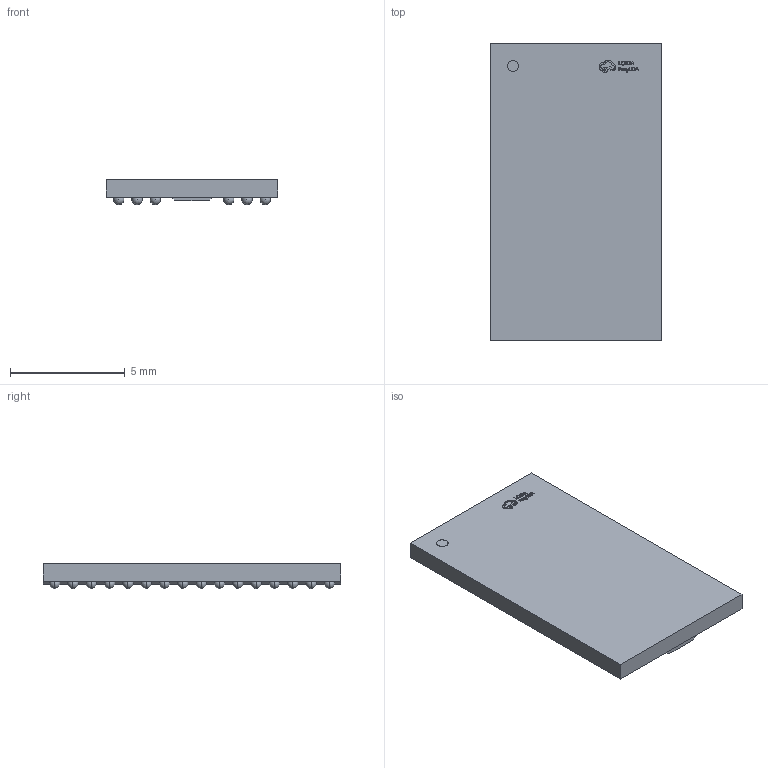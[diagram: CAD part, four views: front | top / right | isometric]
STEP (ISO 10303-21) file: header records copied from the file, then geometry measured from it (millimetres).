
FILE_DESCRIPTION (( 'STEP AP214' ), '1' );
FILE_NAME ('TFBGA-96_L13.0-W7.5-H1.1-R16-C6-P0.80-TL.step', '2022-06-22T15:28:18', ( '' ), ( '' ), 'SwSTEP 2.0', 'SolidWorks 2020', '' );
FILE_SCHEMA (( 'AUTOMOTIVE_DESIGN' ));
Length unit declared in the file: millimetre
Products named in the file (1): TFBGA-96_L13.0-W7.5-H1.1-R16-C6-P0.80-TL
Bounding box: 7.5 x 13 x 1.11 mm (x, y, z)
Volume: 82.6 mm3; surface area: 332.3 mm2
Topology: 98 solids, 98 shells, 590 faces, 1677 edges, 1118 vertices
Faces by surface type: plane 282, sphere 192, bspline 112, cylinder 4
Entity records: 23683 total; most frequent: CARTESIAN_POINT 4722, ORIENTED_EDGE 2394, DIRECTION 2319, EDGE_CURVE 1197, AXIS2_PLACEMENT_3D 871, VERTEX_POINT 830, UNCERTAINTY_MEASURE_WITH_UNIT 633, FILL_AREA_STYLE 632
